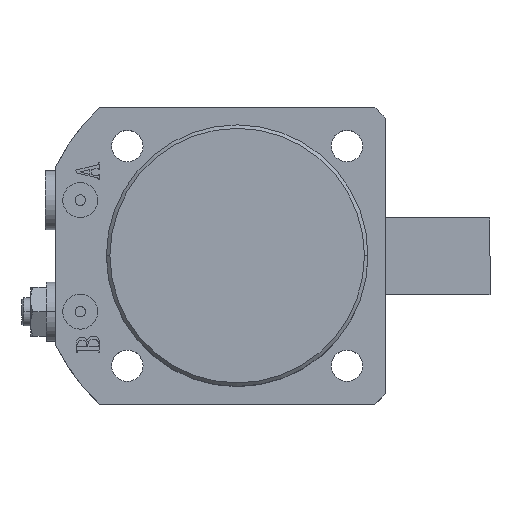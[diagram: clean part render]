
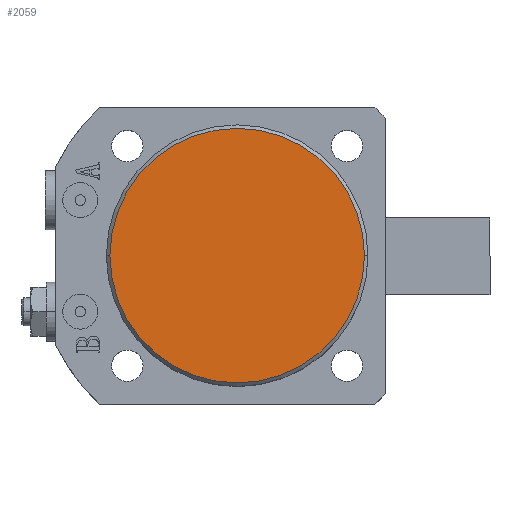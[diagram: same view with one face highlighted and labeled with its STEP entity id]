
A CAD part, top view. The second image highlights one B-rep face of the part: STEP entity #2059.
In plain terms, the highlighted planar face has unit normal (0, 0, 1).
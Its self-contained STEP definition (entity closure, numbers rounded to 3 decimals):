
#1225 = ORIENTED_EDGE ( 'NONE', *, *, #4931, .T. ) ;
#1226 = ORIENTED_EDGE ( 'NONE', *, *, #4788, .T. ) ;
#2059 = ADVANCED_FACE ( 'NONE', ( #10358 ), #7851, .T. ) ;
#3670 = CARTESIAN_POINT ( 'NONE',  ( 36.5, 0., 84. ) ) ;
#3696 = CARTESIAN_POINT ( 'NONE',  ( -36.5, 0., 84. ) ) ;
#4788 = EDGE_CURVE ( 'NONE', #9579, #9553, #5942, .T. ) ;
#4931 = EDGE_CURVE ( 'NONE', #9553, #9579, #6136, .T. ) ;
#5287 = AXIS2_PLACEMENT_3D ( 'NONE', #7849, #7854, #7855 ) ;
#5521 = AXIS2_PLACEMENT_3D ( 'NONE', #10830, #10831, #10832 ) ;
#5565 = AXIS2_PLACEMENT_3D ( 'NONE', #11289, #11290, #11291 ) ;
#5942 = CIRCLE ( 'NONE', #5521, 36.5 ) ;
#6136 = CIRCLE ( 'NONE', #5565, 36.5 ) ;
#7849 = CARTESIAN_POINT ( 'NONE',  ( 0., 0., 84. ) ) ;
#7851 = PLANE ( 'NONE',  #5287 ) ;
#7854 = DIRECTION ( 'NONE',  ( 0., 0., 1. ) ) ;
#7855 = DIRECTION ( 'NONE',  ( 1., 0., 0. ) ) ;
#9553 = VERTEX_POINT ( 'NONE', #3670 ) ;
#9579 = VERTEX_POINT ( 'NONE', #3696 ) ;
#9793 = EDGE_LOOP ( 'NONE', ( #1226, #1225 ) ) ;
#10358 = FACE_OUTER_BOUND ( 'NONE', #9793, .T. ) ;
#10830 = CARTESIAN_POINT ( 'NONE',  ( 0., 0., 84. ) ) ;
#10831 = DIRECTION ( 'NONE',  ( 0., 0., 1. ) ) ;
#10832 = DIRECTION ( 'NONE',  ( 1., 0., 0. ) ) ;
#11289 = CARTESIAN_POINT ( 'NONE',  ( 0., 0., 84. ) ) ;
#11290 = DIRECTION ( 'NONE',  ( 0., 0., 1. ) ) ;
#11291 = DIRECTION ( 'NONE',  ( 1., 0., 0. ) ) ;
